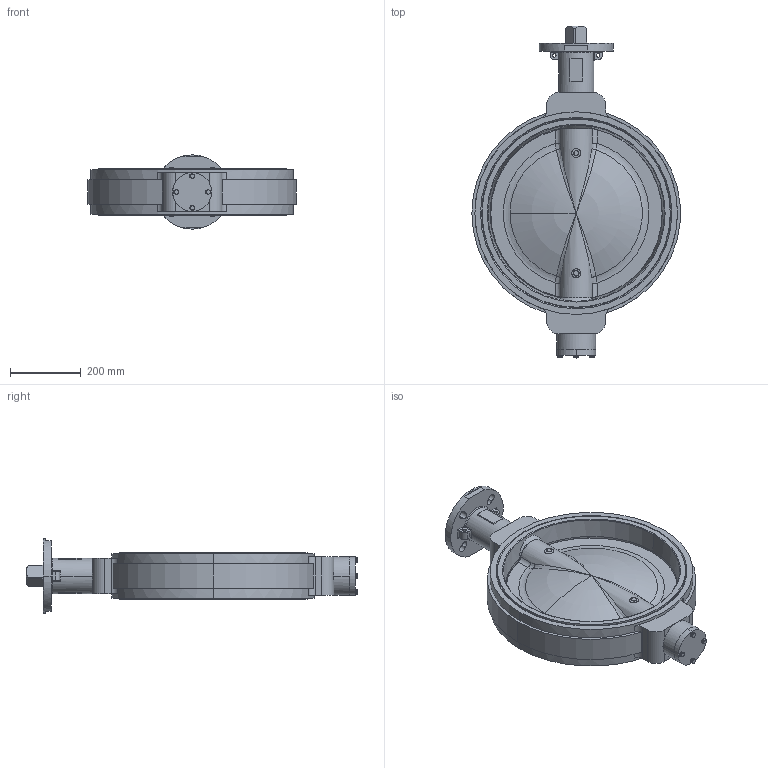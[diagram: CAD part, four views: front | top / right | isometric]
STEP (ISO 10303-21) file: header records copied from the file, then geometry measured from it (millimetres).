
FILE_DESCRIPTION (( 'STEP AP203' ), '1' );
FILE_NAME ('DN500評概蚾饜极.STEP', '2024-08-16T06:57:01', ( '' ), ( '' ), 'SwSTEP 2.0', 'SolidWorks 2018', '' );
FILE_SCHEMA (( 'CONFIG_CONTROL_DESIGN' ));
Length unit declared in the file: millimetre
Products named in the file (17): GBT 819.1-M8x20.STEP; PAP____-65x60x60.STEP; ________-63x4.STEP; 概极; DN500む坳錨窒璃; ________ 8.STEP; ________________-DN500-YH030-D500II-02ZK-AB2.STEP; LT DN500 for MODU.STEP; ____-YH935-D500II-13C.STEP; __________ M8X30.STEP; YH030-________________-DN500-YH030-D350-600II-04Z.STEP; O____-67x3.55.STEP; __________________-DN500-YH-D500III-15SC.STEP; DN500評概蚾饜极; Y____-YH-D500III-14SC.STEP; YH550-________________-DN500-YH550-D500-03Z.STEP; ______-14x100.STEP
Assembly tree (26 placements, depth 4):
  DN500評概蚾饜极
    DN500む坳錨窒璃
      LT DN500 for MODU.STEP
        YH030-________________-DN500-YH030-D350-600II-04Z.STEP
        YH550-________________-DN500-YH550-D500-03Z.STEP
        Y____-YH-D500III-14SC.STEP
        GBT 819.1-M8x20.STEP  x2
        ________-63x4.STEP
        PAP____-65x60x60.STEP  x3
        O____-67x3.55.STEP
        ____-YH935-D500II-13C.STEP
        ______-14x100.STEP  x2
        ________________-DN500-YH030-D500II-02ZK-AB2.STEP
        ________ 8.STEP  x4
        __________ M8X30.STEP  x4
        __________________-DN500-YH-D500III-15SC.STEP
    概极
Bounding box: 588.93 x 938.4 x 210 mm (x, y, z)
Volume: 22175989.1 mm3; surface area: 2099393.4 mm2
Topology: 24 solids, 24 shells, 601 faces, 1373 edges, 845 vertices
Faces by surface type: cylinder 222, plane 215, cone 93, torus 37, bspline 24, sphere 10
Entity records: 23765 total; most frequent: CARTESIAN_POINT 10428, DIRECTION 2518, ORIENTED_EDGE 2232, EDGE_CURVE 1116, AXIS2_PLACEMENT_3D 1055, VERTEX_POINT 691, EDGE_LOOP 577, CIRCLE 556
